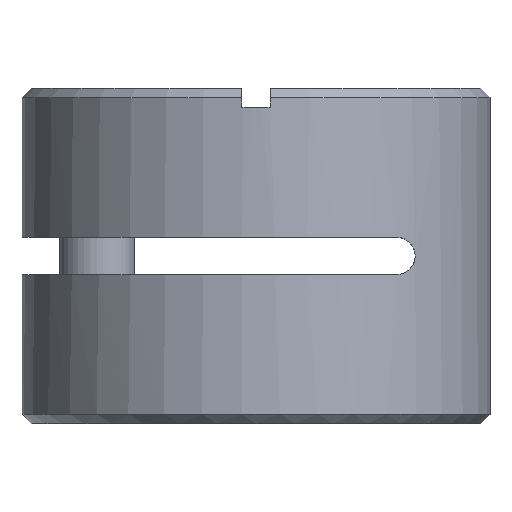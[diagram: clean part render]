
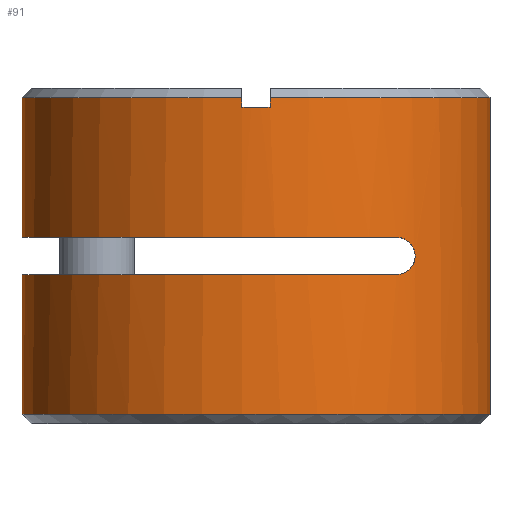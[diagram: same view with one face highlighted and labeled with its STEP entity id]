
A CAD part, front view. The second image highlights one B-rep face of the part: STEP entity #91.
In plain terms, the highlighted cylindrical face has radius 12.5 mm (diameter 25 mm), a full revolution.
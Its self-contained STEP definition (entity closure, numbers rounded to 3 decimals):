
#91 = ADVANCED_FACE( '', ( #192, #193, #194 ), #195, .T. );
#192 = FACE_OUTER_BOUND( '', #301, .T. );
#193 = FACE_OUTER_BOUND( '', #302, .T. );
#194 = FACE_BOUND( '', #303, .T. );
#195 = CYLINDRICAL_SURFACE( '', #304, 12.5 );
#301 = EDGE_LOOP( '', ( #506, #507, #508, #509, #510, #511, #512, #513 ) );
#302 = EDGE_LOOP( '', ( #514 ) );
#303 = EDGE_LOOP( '', ( #515, #516, #517, #518 ) );
#304 = AXIS2_PLACEMENT_3D( '', #519, #520, #521 );
#506 = ORIENTED_EDGE( '', *, *, #654, .F. );
#507 = ORIENTED_EDGE( '', *, *, #664, .T. );
#508 = ORIENTED_EDGE( '', *, *, #613, .F. );
#509 = ORIENTED_EDGE( '', *, *, #635, .F. );
#510 = ORIENTED_EDGE( '', *, *, #662, .F. );
#511 = ORIENTED_EDGE( '', *, *, #643, .T. );
#512 = ORIENTED_EDGE( '', *, *, #640, .F. );
#513 = ORIENTED_EDGE( '', *, *, #657, .F. );
#514 = ORIENTED_EDGE( '', *, *, #659, .T. );
#515 = ORIENTED_EDGE( '', *, *, #632, .F. );
#516 = ORIENTED_EDGE( '', *, *, #649, .F. );
#517 = ORIENTED_EDGE( '', *, *, #624, .F. );
#518 = ORIENTED_EDGE( '', *, *, #628, .F. );
#519 = CARTESIAN_POINT( '', ( 0., 0., 8.95 ) );
#520 = DIRECTION( '', ( 0., 0., 1. ) );
#521 = DIRECTION( '', ( -1., 0., 0. ) );
#613 = EDGE_CURVE( '', #729, #731, #732, .F. );
#624 = EDGE_CURVE( '', #745, #747, #748, .T. );
#628 = EDGE_CURVE( '', #751, #745, #753, .T. );
#632 = EDGE_CURVE( '', #758, #751, #759, .T. );
#635 = EDGE_CURVE( '', #762, #729, #763, .T. );
#640 = EDGE_CURVE( '', #767, #769, #770, .F. );
#643 = EDGE_CURVE( '', #773, #769, #774, .F. );
#649 = EDGE_CURVE( '', #747, #758, #782, .T. );
#654 = EDGE_CURVE( '', #788, #790, #791, .T. );
#657 = EDGE_CURVE( '', #790, #767, #794, .T. );
#659 = EDGE_CURVE( '', #796, #796, #797, .T. );
#662 = EDGE_CURVE( '', #773, #762, #800, .T. );
#664 = EDGE_CURVE( '', #788, #731, #802, .F. );
#729 = VERTEX_POINT( '', #920 );
#731 = VERTEX_POINT( '', #923 );
#732 = LINE( '', #924, #925 );
#745 = VERTEX_POINT( '', #943 );
#747 = VERTEX_POINT( '', #946 );
#748 = CIRCLE( '', #947, 12.5 );
#751 = VERTEX_POINT( '', #951 );
#753 = B_SPLINE_CURVE_WITH_KNOTS( '', 3, ( #954, #955, #956, #957, #958, #959, #960, #961, #962, #963, #964, #965, #966, #967, #968, #969, #970, #971, #972, #973 ), .UNSPECIFIED., .F., .F., ( 4, 2, 2, 2, 2, 2, 2, 2, 2, 4 ), ( 0., 0., 0.001, 0.001, 0.002, 0.002, 0.002, 0.003, 0.003, 0.004 ), .UNSPECIFIED. );
#758 = VERTEX_POINT( '', #978 );
#759 = CIRCLE( '', #979, 12.5 );
#762 = VERTEX_POINT( '', #983 );
#763 = CIRCLE( '', #984, 12.5 );
#767 = VERTEX_POINT( '', #992 );
#769 = VERTEX_POINT( '', #995 );
#770 = LINE( '', #996, #997 );
#773 = VERTEX_POINT( '', #1003 );
#774 = CIRCLE( '', #1004, 12.5 );
#782 = B_SPLINE_CURVE_WITH_KNOTS( '', 3, ( #1015, #1016, #1017, #1018, #1019, #1020, #1021, #1022, #1023, #1024, #1025, #1026, #1027, #1028, #1029, #1030, #1031, #1032, #1033, #1034 ), .UNSPECIFIED., .F., .F., ( 4, 2, 2, 2, 2, 2, 2, 2, 2, 4 ), ( 0., 0., 0.001, 0.001, 0.002, 0.002, 0.002, 0.003, 0.003, 0.004 ), .UNSPECIFIED. );
#788 = VERTEX_POINT( '', #1044 );
#790 = VERTEX_POINT( '', #1049 );
#791 = LINE( '', #1050, #1051 );
#794 = CIRCLE( '', #1055, 12.5 );
#796 = VERTEX_POINT( '', #1057 );
#797 = CIRCLE( '', #1058, 12.5 );
#800 = LINE( '', #1064, #1065 );
#802 = CIRCLE( '', #1067, 12.5 );
#920 = CARTESIAN_POINT( '', ( -0.75, 12.477, 7.95 ) );
#923 = CARTESIAN_POINT( '', ( -0.75, 12.477, 8.45 ) );
#924 = CARTESIAN_POINT( '', ( -0.75, 12.477, 8.95 ) );
#925 = VECTOR( '', #1126, 1000. );
#943 = CARTESIAN_POINT( '', ( 7.5, 10., -1. ) );
#946 = CARTESIAN_POINT( '', ( 7.5, -10., -1. ) );
#947 = AXIS2_PLACEMENT_3D( '', #1139, #1140, #1141 );
#951 = CARTESIAN_POINT( '', ( 7.5, 10., 1. ) );
#954 = CARTESIAN_POINT( '', ( 7.5, 10., 1. ) );
#955 = CARTESIAN_POINT( '', ( 7.621, 9.909, 1. ) );
#956 = CARTESIAN_POINT( '', ( 7.738, 9.818, 0.979 ) );
#957 = CARTESIAN_POINT( '', ( 7.964, 9.636, 0.894 ) );
#958 = CARTESIAN_POINT( '', ( 8.07, 9.547, 0.832 ) );
#959 = CARTESIAN_POINT( '', ( 8.258, 9.385, 0.664 ) );
#960 = CARTESIAN_POINT( '', ( 8.342, 9.31, 0.558 ) );
#961 = CARTESIAN_POINT( '', ( 8.433, 9.227, 0.367 ) );
#962 = CARTESIAN_POINT( '', ( 8.457, 9.205, 0.298 ) );
#963 = CARTESIAN_POINT( '', ( 8.491, 9.174, 0.154 ) );
#964 = CARTESIAN_POINT( '', ( 8.5, 9.165, 0.078 ) );
#965 = CARTESIAN_POINT( '', ( 8.5, 9.165, -0.147 ) );
#966 = CARTESIAN_POINT( '', ( 8.465, 9.198, -0.299 ) );
#967 = CARTESIAN_POINT( '', ( 8.344, 9.307, -0.554 ) );
#968 = CARTESIAN_POINT( '', ( 8.261, 9.382, -0.661 ) );
#969 = CARTESIAN_POINT( '', ( 8.072, 9.545, -0.83 ) );
#970 = CARTESIAN_POINT( '', ( 7.965, 9.635, -0.893 ) );
#971 = CARTESIAN_POINT( '', ( 7.741, 9.815, -0.978 ) );
#972 = CARTESIAN_POINT( '', ( 7.622, 9.909, -1. ) );
#973 = CARTESIAN_POINT( '', ( 7.5, 10., -1. ) );
#978 = CARTESIAN_POINT( '', ( 7.5, -10., 1. ) );
#979 = AXIS2_PLACEMENT_3D( '', #1147, #1148, #1149 );
#983 = CARTESIAN_POINT( '', ( 0.75, 12.477, 7.95 ) );
#984 = AXIS2_PLACEMENT_3D( '', #1151, #1152, #1153 );
#992 = CARTESIAN_POINT( '', ( 0.75, -12.477, 7.95 ) );
#995 = CARTESIAN_POINT( '', ( 0.75, -12.477, 8.45 ) );
#996 = CARTESIAN_POINT( '', ( 0.75, -12.477, 8.95 ) );
#997 = VECTOR( '', #1156, 1000. );
#1003 = CARTESIAN_POINT( '', ( 0.75, 12.477, 8.45 ) );
#1004 = AXIS2_PLACEMENT_3D( '', #1157, #1158, #1159 );
#1015 = CARTESIAN_POINT( '', ( 7.5, -10., -1. ) );
#1016 = CARTESIAN_POINT( '', ( 7.621, -9.909, -1. ) );
#1017 = CARTESIAN_POINT( '', ( 7.738, -9.818, -0.979 ) );
#1018 = CARTESIAN_POINT( '', ( 7.964, -9.636, -0.894 ) );
#1019 = CARTESIAN_POINT( '', ( 8.07, -9.547, -0.832 ) );
#1020 = CARTESIAN_POINT( '', ( 8.258, -9.385, -0.664 ) );
#1021 = CARTESIAN_POINT( '', ( 8.342, -9.31, -0.558 ) );
#1022 = CARTESIAN_POINT( '', ( 8.433, -9.227, -0.367 ) );
#1023 = CARTESIAN_POINT( '', ( 8.457, -9.205, -0.298 ) );
#1024 = CARTESIAN_POINT( '', ( 8.491, -9.174, -0.154 ) );
#1025 = CARTESIAN_POINT( '', ( 8.5, -9.165, -0.078 ) );
#1026 = CARTESIAN_POINT( '', ( 8.5, -9.165, 0.147 ) );
#1027 = CARTESIAN_POINT( '', ( 8.465, -9.198, 0.299 ) );
#1028 = CARTESIAN_POINT( '', ( 8.344, -9.307, 0.554 ) );
#1029 = CARTESIAN_POINT( '', ( 8.261, -9.382, 0.661 ) );
#1030 = CARTESIAN_POINT( '', ( 8.072, -9.545, 0.83 ) );
#1031 = CARTESIAN_POINT( '', ( 7.965, -9.635, 0.893 ) );
#1032 = CARTESIAN_POINT( '', ( 7.741, -9.815, 0.978 ) );
#1033 = CARTESIAN_POINT( '', ( 7.622, -9.909, 1. ) );
#1034 = CARTESIAN_POINT( '', ( 7.5, -10., 1. ) );
#1044 = CARTESIAN_POINT( '', ( -0.75, -12.477, 8.45 ) );
#1049 = CARTESIAN_POINT( '', ( -0.75, -12.477, 7.95 ) );
#1050 = CARTESIAN_POINT( '', ( -0.75, -12.477, 8.95 ) );
#1051 = VECTOR( '', #1167, 1000. );
#1055 = AXIS2_PLACEMENT_3D( '', #1169, #1170, #1171 );
#1057 = CARTESIAN_POINT( '', ( 12.5, 0., -8.45 ) );
#1058 = AXIS2_PLACEMENT_3D( '', #1172, #1173, #1174 );
#1064 = CARTESIAN_POINT( '', ( 0.75, 12.477, 8.95 ) );
#1065 = VECTOR( '', #1175, 1000. );
#1067 = AXIS2_PLACEMENT_3D( '', #1176, #1177, #1178 );
#1126 = DIRECTION( '', ( 0., 0., -1. ) );
#1139 = CARTESIAN_POINT( '', ( 0., 0., -1. ) );
#1140 = DIRECTION( '', ( 0., 0., 1. ) );
#1141 = DIRECTION( '', ( 1., 0., 0. ) );
#1147 = CARTESIAN_POINT( '', ( 0., 0., 1. ) );
#1148 = DIRECTION( '', ( 0., 0., -1. ) );
#1149 = DIRECTION( '', ( -1., 0., 0. ) );
#1151 = CARTESIAN_POINT( '', ( 0., 0., 7.95 ) );
#1152 = DIRECTION( '', ( 0., 0., 1. ) );
#1153 = DIRECTION( '', ( 1., 0., 0. ) );
#1156 = DIRECTION( '', ( 0., 0., -1. ) );
#1157 = CARTESIAN_POINT( '', ( 0., 0., 8.45 ) );
#1158 = DIRECTION( '', ( 0., 0., 1. ) );
#1159 = DIRECTION( '', ( 1., 0., 0. ) );
#1167 = DIRECTION( '', ( 0., 0., -1. ) );
#1169 = CARTESIAN_POINT( '', ( 0., 0., 7.95 ) );
#1170 = DIRECTION( '', ( 0., 0., 1. ) );
#1171 = DIRECTION( '', ( 1., 0., 0. ) );
#1172 = CARTESIAN_POINT( '', ( 0., 0., -8.45 ) );
#1173 = DIRECTION( '', ( 0., 0., 1. ) );
#1174 = DIRECTION( '', ( 1., 0., 0. ) );
#1175 = DIRECTION( '', ( 0., 0., -1. ) );
#1176 = CARTESIAN_POINT( '', ( 0., 0., 8.45 ) );
#1177 = DIRECTION( '', ( 0., 0., 1. ) );
#1178 = DIRECTION( '', ( 1., 0., 0. ) );
